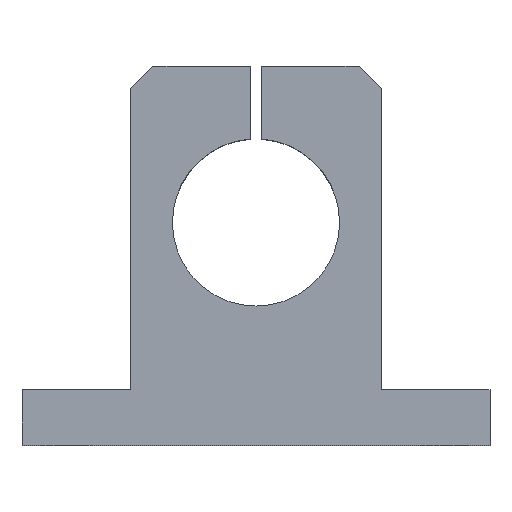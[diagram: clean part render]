
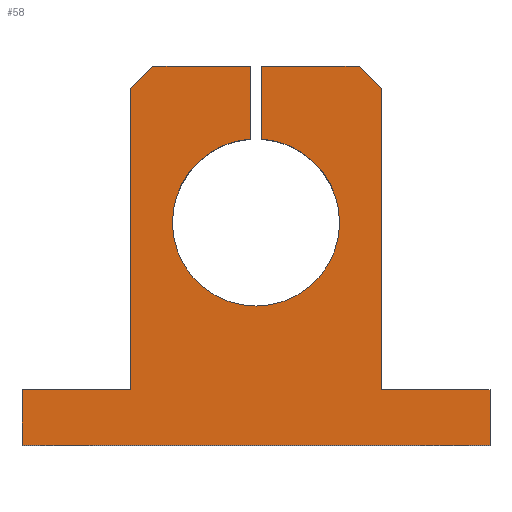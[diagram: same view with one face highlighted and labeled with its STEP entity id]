
A CAD part, top view. The second image highlights one B-rep face of the part: STEP entity #58.
In plain terms, the highlighted planar face has unit normal (0, 0, 1).
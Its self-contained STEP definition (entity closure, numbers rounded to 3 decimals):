
#58 = ADVANCED_FACE( '', ( #128 ), #129, .T. );
#128 = FACE_OUTER_BOUND( '', #214, .T. );
#129 = PLANE( '', #215 );
#214 = EDGE_LOOP( '', ( #318, #319, #320, #321, #322, #323, #324, #325, #326, #327, #328, #329, #330, #331 ) );
#215 = AXIS2_PLACEMENT_3D( '', #332, #333, #334 );
#318 = ORIENTED_EDGE( '', *, *, #493, .T. );
#319 = ORIENTED_EDGE( '', *, *, #494, .T. );
#320 = ORIENTED_EDGE( '', *, *, #481, .T. );
#321 = ORIENTED_EDGE( '', *, *, #495, .T. );
#322 = ORIENTED_EDGE( '', *, *, #496, .T. );
#323 = ORIENTED_EDGE( '', *, *, #497, .T. );
#324 = ORIENTED_EDGE( '', *, *, #498, .T. );
#325 = ORIENTED_EDGE( '', *, *, #486, .T. );
#326 = ORIENTED_EDGE( '', *, *, #499, .F. );
#327 = ORIENTED_EDGE( '', *, *, #500, .T. );
#328 = ORIENTED_EDGE( '', *, *, #490, .T. );
#329 = ORIENTED_EDGE( '', *, *, #476, .T. );
#330 = ORIENTED_EDGE( '', *, *, #501, .T. );
#331 = ORIENTED_EDGE( '', *, *, #502, .T. );
#332 = CARTESIAN_POINT( '', ( 0., 40., 28. ) );
#333 = DIRECTION( '', ( 0., 0., 1. ) );
#334 = DIRECTION( '', ( 1., 0., 0. ) );
#476 = EDGE_CURVE( '', #558, #556, #559, .T. );
#481 = EDGE_CURVE( '', #567, #565, #568, .T. );
#486 = EDGE_CURVE( '', #576, #574, #577, .T. );
#490 = EDGE_CURVE( '', #582, #558, #583, .T. );
#493 = EDGE_CURVE( '', #586, #587, #588, .T. );
#494 = EDGE_CURVE( '', #587, #567, #589, .T. );
#495 = EDGE_CURVE( '', #565, #590, #591, .T. );
#496 = EDGE_CURVE( '', #590, #592, #593, .T. );
#497 = EDGE_CURVE( '', #592, #594, #595, .T. );
#498 = EDGE_CURVE( '', #594, #576, #596, .T. );
#499 = EDGE_CURVE( '', #597, #574, #598, .T. );
#500 = EDGE_CURVE( '', #597, #582, #599, .T. );
#501 = EDGE_CURVE( '', #556, #600, #601, .T. );
#502 = EDGE_CURVE( '', #600, #586, #602, .T. );
#556 = VERTEX_POINT( '', #672 );
#558 = VERTEX_POINT( '', #675 );
#559 = LINE( '', #676, #677 );
#565 = VERTEX_POINT( '', #685 );
#567 = VERTEX_POINT( '', #688 );
#568 = LINE( '', #689, #690 );
#574 = VERTEX_POINT( '', #698 );
#576 = VERTEX_POINT( '', #701 );
#577 = LINE( '', #702, #703 );
#582 = VERTEX_POINT( '', #710 );
#583 = LINE( '', #711, #712 );
#586 = VERTEX_POINT( '', #716 );
#587 = VERTEX_POINT( '', #717 );
#588 = LINE( '', #718, #719 );
#589 = LINE( '', #720, #721 );
#590 = VERTEX_POINT( '', #722 );
#591 = LINE( '', #723, #724 );
#592 = VERTEX_POINT( '', #725 );
#593 = LINE( '', #726, #727 );
#594 = VERTEX_POINT( '', #728 );
#595 = LINE( '', #729, #730 );
#596 = LINE( '', #731, #732 );
#597 = VERTEX_POINT( '', #733 );
#598 = CIRCLE( '', #734, 15. );
#599 = LINE( '', #735, #736 );
#600 = VERTEX_POINT( '', #737 );
#601 = LINE( '', #738, #739 );
#602 = LINE( '', #740, #741 );
#672 = CARTESIAN_POINT( '', ( -22.5, 64., 28. ) );
#675 = CARTESIAN_POINT( '', ( -18.5, 68., 28. ) );
#676 = CARTESIAN_POINT( '', ( -18.5, 68., 28. ) );
#677 = VECTOR( '', #826, 1000. );
#685 = CARTESIAN_POINT( '', ( 42., 10., 28. ) );
#688 = CARTESIAN_POINT( '', ( 42., 0., 28. ) );
#689 = CARTESIAN_POINT( '', ( 42., 0., 28. ) );
#690 = VECTOR( '', #830, 1000. );
#698 = CARTESIAN_POINT( '', ( 1., 54.967, 28. ) );
#701 = CARTESIAN_POINT( '', ( 1., 68., 28. ) );
#702 = CARTESIAN_POINT( '', ( 1., 68., 28. ) );
#703 = VECTOR( '', #834, 1000. );
#710 = CARTESIAN_POINT( '', ( -1., 68., 28. ) );
#711 = CARTESIAN_POINT( '', ( -1., 68., 28. ) );
#712 = VECTOR( '', #837, 1000. );
#716 = CARTESIAN_POINT( '', ( -42., 10., 28. ) );
#717 = CARTESIAN_POINT( '', ( -42., 0., 28. ) );
#718 = CARTESIAN_POINT( '', ( -42., 10., 28. ) );
#719 = VECTOR( '', #839, 1000. );
#720 = CARTESIAN_POINT( '', ( -42., 0., 28. ) );
#721 = VECTOR( '', #840, 1000. );
#722 = CARTESIAN_POINT( '', ( 22.5, 10., 28. ) );
#723 = CARTESIAN_POINT( '', ( 42., 10., 28. ) );
#724 = VECTOR( '', #841, 1000. );
#725 = CARTESIAN_POINT( '', ( 22.5, 64., 28. ) );
#726 = CARTESIAN_POINT( '', ( 22.5, 10., 28. ) );
#727 = VECTOR( '', #842, 1000. );
#728 = CARTESIAN_POINT( '', ( 18.5, 68., 28. ) );
#729 = CARTESIAN_POINT( '', ( 22.5, 64., 28. ) );
#730 = VECTOR( '', #843, 1000. );
#731 = CARTESIAN_POINT( '', ( 18.5, 68., 28. ) );
#732 = VECTOR( '', #844, 1000. );
#733 = CARTESIAN_POINT( '', ( -1., 54.967, 28. ) );
#734 = AXIS2_PLACEMENT_3D( '', #845, #846, #847 );
#735 = CARTESIAN_POINT( '', ( -1., 54.967, 28. ) );
#736 = VECTOR( '', #848, 1000. );
#737 = CARTESIAN_POINT( '', ( -22.5, 10., 28. ) );
#738 = CARTESIAN_POINT( '', ( -22.5, 64., 28. ) );
#739 = VECTOR( '', #849, 1000. );
#740 = CARTESIAN_POINT( '', ( -22.5, 10., 28. ) );
#741 = VECTOR( '', #850, 1000. );
#826 = DIRECTION( '', ( -0.707, -0.707, 0. ) );
#830 = DIRECTION( '', ( 0., 1., 0. ) );
#834 = DIRECTION( '', ( 0., -1., 0. ) );
#837 = DIRECTION( '', ( -1., 0., 0. ) );
#839 = DIRECTION( '', ( 0., -1., 0. ) );
#840 = DIRECTION( '', ( 1., 0., 0. ) );
#841 = DIRECTION( '', ( -1., 0., 0. ) );
#842 = DIRECTION( '', ( 0., 1., 0. ) );
#843 = DIRECTION( '', ( -0.707, 0.707, 0. ) );
#844 = DIRECTION( '', ( -1., 0., 0. ) );
#845 = CARTESIAN_POINT( '', ( 0., 40., 28. ) );
#846 = DIRECTION( '', ( 0., 0., 1. ) );
#847 = DIRECTION( '', ( 1., 0., 0. ) );
#848 = DIRECTION( '', ( 0., 1., 0. ) );
#849 = DIRECTION( '', ( 0., -1., 0. ) );
#850 = DIRECTION( '', ( -1., 0., 0. ) );
